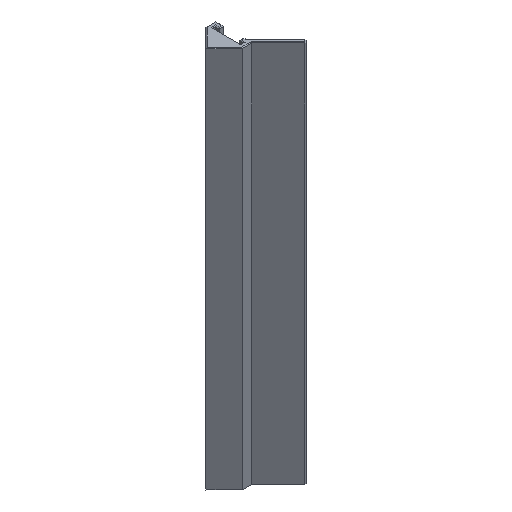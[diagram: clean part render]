
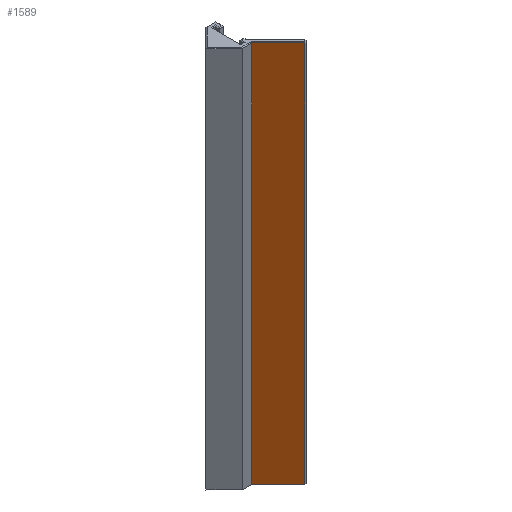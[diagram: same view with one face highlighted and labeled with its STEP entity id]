
A CAD part, isometric view. The second image highlights one B-rep face of the part: STEP entity #1589.
In plain terms, the highlighted planar face has unit normal (-0.707, -0.707, 0).
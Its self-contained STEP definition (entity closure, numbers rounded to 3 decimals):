
#43 = PLANE('',#44);
#44 = AXIS2_PLACEMENT_3D('',#45,#46,#47);
#45 = CARTESIAN_POINT('',(0.,0.,150.));
#46 = DIRECTION('',(0.,0.,1.));
#47 = DIRECTION('',(1.,0.,0.));
#124 = PLANE('',#125);
#125 = AXIS2_PLACEMENT_3D('',#126,#127,#128);
#126 = CARTESIAN_POINT('',(3.8,0.,0.));
#127 = DIRECTION('',(0.,-1.,0.));
#128 = DIRECTION('',(-1.,0.,0.));
#162 = VERTEX_POINT('',#163);
#163 = CARTESIAN_POINT('',(3.8,0.,150.));
#182 = EDGE_CURVE('',#162,#183,#185,.T.);
#183 = VERTEX_POINT('',#184);
#184 = CARTESIAN_POINT('',(14.194,-10.394,150.));
#185 = SURFACE_CURVE('',#186,(#190,#196),.PCURVE_S1.);
#186 = LINE('',#187,#188);
#187 = CARTESIAN_POINT('',(2.85,0.95,150.));
#188 = VECTOR('',#189,1.);
#189 = DIRECTION('',(0.707,-0.707,0.));
#190 = PCURVE('',#43,#191);
#191 = DEFINITIONAL_REPRESENTATION('',(#192),#195);
#192 = B_SPLINE_CURVE_WITH_KNOTS('',1,(#193,#194),.UNSPECIFIED.,.F.,.F.,
  (2,2),(1.344,16.044),.PIECEWISE_BEZIER_KNOTS.);
#193 = CARTESIAN_POINT('',(3.8,0.));
#194 = CARTESIAN_POINT('',(14.194,-10.394));
#195 = ( GEOMETRIC_REPRESENTATION_CONTEXT(2) 
PARAMETRIC_REPRESENTATION_CONTEXT() REPRESENTATION_CONTEXT('2D SPACE',''
  ) );
#196 = PCURVE('',#197,#202);
#197 = PLANE('',#198);
#198 = AXIS2_PLACEMENT_3D('',#199,#200,#201);
#199 = CARTESIAN_POINT('',(3.8,0.,0.));
#200 = DIRECTION('',(0.707,0.707,0.));
#201 = DIRECTION('',(0.707,-0.707,0.));
#202 = DEFINITIONAL_REPRESENTATION('',(#203),#206);
#203 = B_SPLINE_CURVE_WITH_KNOTS('',1,(#204,#205),.UNSPECIFIED.,.F.,.F.,
  (2,2),(1.344,16.044),.PIECEWISE_BEZIER_KNOTS.);
#204 = CARTESIAN_POINT('',(0.,-150.));
#205 = CARTESIAN_POINT('',(14.7,-150.));
#206 = ( GEOMETRIC_REPRESENTATION_CONTEXT(2) 
PARAMETRIC_REPRESENTATION_CONTEXT() REPRESENTATION_CONTEXT('2D SPACE',''
  ) );
#223 = PLANE('',#224);
#224 = AXIS2_PLACEMENT_3D('',#225,#226,#227);
#225 = CARTESIAN_POINT('',(14.407,-10.394,0.));
#226 = DIRECTION('',(0.,-1.,0.));
#227 = DIRECTION('',(-0.,-0.,-1.));
#654 = EDGE_CURVE('',#162,#655,#657,.T.);
#655 = VERTEX_POINT('',#656);
#656 = CARTESIAN_POINT('',(3.8,0.,299.7));
#657 = SURFACE_CURVE('',#658,(#662,#669),.PCURVE_S1.);
#658 = LINE('',#659,#660);
#659 = CARTESIAN_POINT('',(3.8,0.,0.));
#660 = VECTOR('',#661,1.);
#661 = DIRECTION('',(0.,0.,1.));
#662 = PCURVE('',#124,#663);
#663 = DEFINITIONAL_REPRESENTATION('',(#664),#668);
#664 = LINE('',#665,#666);
#665 = CARTESIAN_POINT('',(0.,-0.));
#666 = VECTOR('',#667,1.);
#667 = DIRECTION('',(0.,-1.));
#668 = ( GEOMETRIC_REPRESENTATION_CONTEXT(2) 
PARAMETRIC_REPRESENTATION_CONTEXT() REPRESENTATION_CONTEXT('2D SPACE',''
  ) );
#669 = PCURVE('',#197,#670);
#670 = DEFINITIONAL_REPRESENTATION('',(#671),#675);
#671 = LINE('',#672,#673);
#672 = CARTESIAN_POINT('',(0.,0.));
#673 = VECTOR('',#674,1.);
#674 = DIRECTION('',(0.,-1.));
#675 = ( GEOMETRIC_REPRESENTATION_CONTEXT(2) 
PARAMETRIC_REPRESENTATION_CONTEXT() REPRESENTATION_CONTEXT('2D SPACE',''
  ) );
#1541 = EDGE_CURVE('',#183,#1542,#1544,.T.);
#1542 = VERTEX_POINT('',#1543);
#1543 = CARTESIAN_POINT('',(14.194,-10.394,299.7));
#1544 = SURFACE_CURVE('',#1545,(#1549,#1556),.PCURVE_S1.);
#1545 = LINE('',#1546,#1547);
#1546 = CARTESIAN_POINT('',(14.194,-10.394,0.));
#1547 = VECTOR('',#1548,1.);
#1548 = DIRECTION('',(0.,0.,1.));
#1549 = PCURVE('',#223,#1550);
#1550 = DEFINITIONAL_REPRESENTATION('',(#1551),#1555);
#1551 = LINE('',#1552,#1553);
#1552 = CARTESIAN_POINT('',(-0.,-0.212));
#1553 = VECTOR('',#1554,1.);
#1554 = DIRECTION('',(-1.,0.));
#1555 = ( GEOMETRIC_REPRESENTATION_CONTEXT(2) 
PARAMETRIC_REPRESENTATION_CONTEXT() REPRESENTATION_CONTEXT('2D SPACE',''
  ) );
#1556 = PCURVE('',#197,#1557);
#1557 = DEFINITIONAL_REPRESENTATION('',(#1558),#1562);
#1558 = LINE('',#1559,#1560);
#1559 = CARTESIAN_POINT('',(14.7,0.));
#1560 = VECTOR('',#1561,1.);
#1561 = DIRECTION('',(0.,-1.));
#1562 = ( GEOMETRIC_REPRESENTATION_CONTEXT(2) 
PARAMETRIC_REPRESENTATION_CONTEXT() REPRESENTATION_CONTEXT('2D SPACE',''
  ) );
#1589 = ADVANCED_FACE('',(#1590),#197,.F.);
#1590 = FACE_BOUND('',#1591,.F.);
#1591 = EDGE_LOOP('',(#1592,#1593,#1594,#1620));
#1592 = ORIENTED_EDGE('',*,*,#182,.F.);
#1593 = ORIENTED_EDGE('',*,*,#654,.T.);
#1594 = ORIENTED_EDGE('',*,*,#1595,.T.);
#1595 = EDGE_CURVE('',#655,#1542,#1596,.T.);
#1596 = SURFACE_CURVE('',#1597,(#1601,#1608),.PCURVE_S1.);
#1597 = LINE('',#1598,#1599);
#1598 = CARTESIAN_POINT('',(3.8,0.,299.7));
#1599 = VECTOR('',#1600,1.);
#1600 = DIRECTION('',(0.707,-0.707,0.));
#1601 = PCURVE('',#197,#1602);
#1602 = DEFINITIONAL_REPRESENTATION('',(#1603),#1607);
#1603 = LINE('',#1604,#1605);
#1604 = CARTESIAN_POINT('',(0.,-299.7));
#1605 = VECTOR('',#1606,1.);
#1606 = DIRECTION('',(1.,0.));
#1607 = ( GEOMETRIC_REPRESENTATION_CONTEXT(2) 
PARAMETRIC_REPRESENTATION_CONTEXT() REPRESENTATION_CONTEXT('2D SPACE',''
  ) );
#1608 = PCURVE('',#1609,#1614);
#1609 = PLANE('',#1610);
#1610 = AXIS2_PLACEMENT_3D('',#1611,#1612,#1613);
#1611 = CARTESIAN_POINT('',(3.906,0.106,299.85));
#1612 = DIRECTION('',(0.5,0.5,-0.707));
#1613 = DIRECTION('',(-0.707,0.707,0.));
#1614 = DEFINITIONAL_REPRESENTATION('',(#1615),#1619);
#1615 = LINE('',#1616,#1617);
#1616 = CARTESIAN_POINT('',(-0.,-0.212));
#1617 = VECTOR('',#1618,1.);
#1618 = DIRECTION('',(-1.,0.));
#1619 = ( GEOMETRIC_REPRESENTATION_CONTEXT(2) 
PARAMETRIC_REPRESENTATION_CONTEXT() REPRESENTATION_CONTEXT('2D SPACE',''
  ) );
#1620 = ORIENTED_EDGE('',*,*,#1541,.F.);
